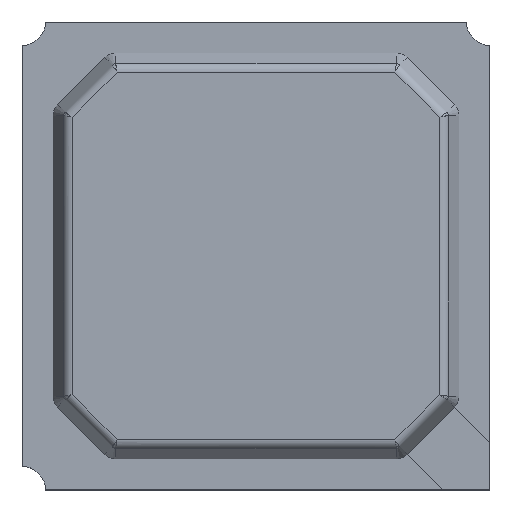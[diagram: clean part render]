
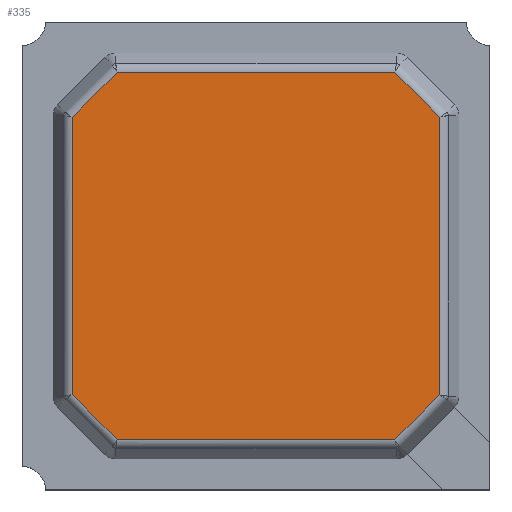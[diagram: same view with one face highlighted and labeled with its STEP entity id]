
A CAD part, top view. The second image highlights one B-rep face of the part: STEP entity #335.
In plain terms, the highlighted planar face has unit normal (0, 0, 1).
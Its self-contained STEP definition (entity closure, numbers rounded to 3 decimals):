
#31 = CARTESIAN_POINT ( 'NONE',  ( -4.493, 5.889, 1.96 ) ) ;
#201 = CARTESIAN_POINT ( 'NONE',  ( -5.889, -4.447, 1.96 ) ) ;
#335 = ADVANCED_FACE ( 'NONE', ( #6777 ), #22343, .T. ) ;
#2579 = CARTESIAN_POINT ( 'NONE',  ( -4.447, 5.889, 1.96 ) ) ;
#3173 = VERTEX_POINT ( 'NONE', #11083 ) ;
#3878 = ORIENTED_EDGE ( 'NONE', *, *, #20507, .F. ) ;
#4511 = VERTEX_POINT ( 'NONE', #2579 ) ;
#4535 = CARTESIAN_POINT ( 'NONE',  ( -5.889, 6., 1.96 ) ) ;
#4565 = LINE ( 'NONE', #27754, #13577 ) ;
#4722 = VERTEX_POINT ( 'NONE', #14251 ) ;
#4859 = CARTESIAN_POINT ( 'NONE',  ( -10.415, 0.078, 1.96 ) ) ;
#5131 = DIRECTION ( 'NONE',  ( 0.707, -0.707, 0. ) ) ;
#6385 = CARTESIAN_POINT ( 'NONE',  ( 4.447, -5.889, 1.96 ) ) ;
#6392 = ORIENTED_EDGE ( 'NONE', *, *, #16212, .F. ) ;
#6777 = FACE_OUTER_BOUND ( 'NONE', #22712, .T. ) ;
#6853 = VERTEX_POINT ( 'NONE', #33250 ) ;
#7357 = LINE ( 'NONE', #9092, #20494 ) ;
#7734 = DIRECTION ( 'NONE',  ( -0.707, 0.707, 0. ) ) ;
#8571 = VECTOR ( 'NONE', #5131, 1000. ) ;
#9092 = CARTESIAN_POINT ( 'NONE',  ( 5.889, 6., 1.96 ) ) ;
#9260 = DIRECTION ( 'NONE',  ( 1., 0., 0. ) ) ;
#9368 = DIRECTION ( 'NONE',  ( 0.707, 0.707, 0. ) ) ;
#9482 = DIRECTION ( 'NONE',  ( 0., 0., 1. ) ) ;
#9896 = CARTESIAN_POINT ( 'NONE',  ( 5.889, 4.447, 1.96 ) ) ;
#10298 = CARTESIAN_POINT ( 'NONE',  ( -0.078, 10.415, 1.96 ) ) ;
#10659 = AXIS2_PLACEMENT_3D ( 'NONE', #25024, #9482, #9260 ) ;
#11083 = CARTESIAN_POINT ( 'NONE',  ( -4.447, -5.889, 1.96 ) ) ;
#11741 = DIRECTION ( 'NONE',  ( 0., -1., 0. ) ) ;
#11794 = VERTEX_POINT ( 'NONE', #33634 ) ;
#12071 = EDGE_CURVE ( 'NONE', #4722, #4511, #33410, .T. ) ;
#12288 = LINE ( 'NONE', #32040, #19730 ) ;
#13550 = EDGE_CURVE ( 'NONE', #21174, #6853, #12288, .T. ) ;
#13577 = VECTOR ( 'NONE', #22447, 1000. ) ;
#13875 = VECTOR ( 'NONE', #18131, 1000. ) ;
#14057 = DIRECTION ( 'NONE',  ( 0.707, 0.707, 0. ) ) ;
#14251 = CARTESIAN_POINT ( 'NONE',  ( -5.889, 4.447, 1.96 ) ) ;
#15126 = VECTOR ( 'NONE', #15760, 1000. ) ;
#15345 = ORIENTED_EDGE ( 'NONE', *, *, #12071, .F. ) ;
#15760 = DIRECTION ( 'NONE',  ( 0., 1., 0. ) ) ;
#16212 = EDGE_CURVE ( 'NONE', #16242, #4722, #21729, .T. ) ;
#16242 = VERTEX_POINT ( 'NONE', #201 ) ;
#18131 = DIRECTION ( 'NONE',  ( 1., 0., 0. ) ) ;
#18278 = ORIENTED_EDGE ( 'NONE', *, *, #25889, .F. ) ;
#19730 = VECTOR ( 'NONE', #14057, 1000. ) ;
#20494 = VECTOR ( 'NONE', #11741, 1000. ) ;
#20507 = EDGE_CURVE ( 'NONE', #28531, #6853, #7357, .T. ) ;
#20892 = LINE ( 'NONE', #31, #13875 ) ;
#21174 = VERTEX_POINT ( 'NONE', #6385 ) ;
#21285 = ORIENTED_EDGE ( 'NONE', *, *, #29598, .F. ) ;
#21729 = LINE ( 'NONE', #4535, #15126 ) ;
#22343 = PLANE ( 'NONE',  #10659 ) ;
#22358 = ORIENTED_EDGE ( 'NONE', *, *, #28432, .F. ) ;
#22447 = DIRECTION ( 'NONE',  ( -1., 0., 0. ) ) ;
#22712 = EDGE_LOOP ( 'NONE', ( #6392, #21285, #22358, #31310, #3878, #18278, #31588, #15345 ) ) ;
#25024 = CARTESIAN_POINT ( 'NONE',  ( -4.493, 6., 1.96 ) ) ;
#25889 = EDGE_CURVE ( 'NONE', #11794, #28531, #31222, .T. ) ;
#27754 = CARTESIAN_POINT ( 'NONE',  ( -4.493, -5.889, 1.96 ) ) ;
#28368 = LINE ( 'NONE', #4859, #30841 ) ;
#28432 = EDGE_CURVE ( 'NONE', #21174, #3173, #4565, .T. ) ;
#28531 = VERTEX_POINT ( 'NONE', #9896 ) ;
#29598 = EDGE_CURVE ( 'NONE', #3173, #16242, #28368, .T. ) ;
#29713 = CARTESIAN_POINT ( 'NONE',  ( -4.415, 5.922, 1.96 ) ) ;
#30044 = EDGE_CURVE ( 'NONE', #4511, #11794, #20892, .T. ) ;
#30841 = VECTOR ( 'NONE', #7734, 1000. ) ;
#31222 = LINE ( 'NONE', #10298, #8571 ) ;
#31310 = ORIENTED_EDGE ( 'NONE', *, *, #13550, .T. ) ;
#31588 = ORIENTED_EDGE ( 'NONE', *, *, #30044, .F. ) ;
#32040 = CARTESIAN_POINT ( 'NONE',  ( 4.447, -5.889, 1.96 ) ) ;
#33023 = VECTOR ( 'NONE', #9368, 1000. ) ;
#33250 = CARTESIAN_POINT ( 'NONE',  ( 5.889, -4.447, 1.96 ) ) ;
#33410 = LINE ( 'NONE', #29713, #33023 ) ;
#33634 = CARTESIAN_POINT ( 'NONE',  ( 4.447, 5.889, 1.96 ) ) ;
